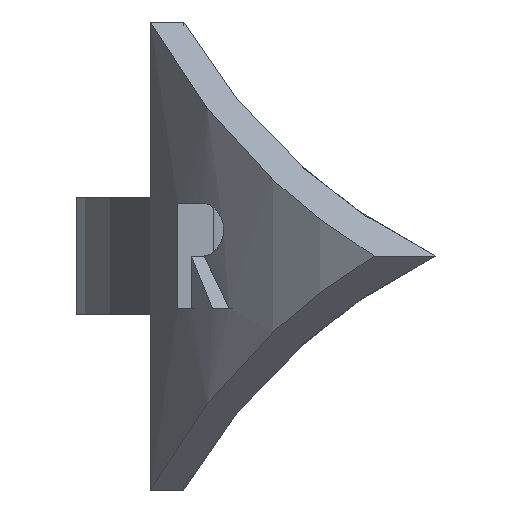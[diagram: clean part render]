
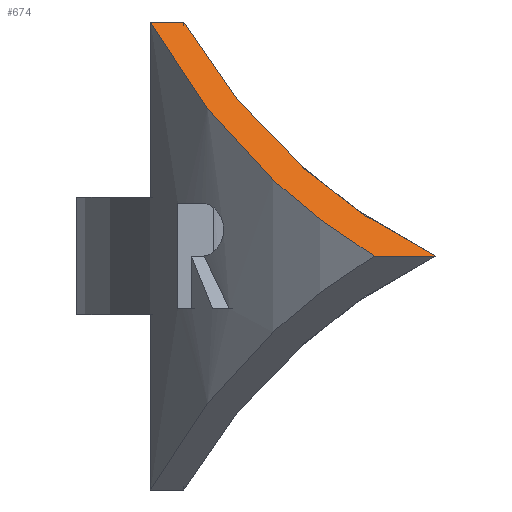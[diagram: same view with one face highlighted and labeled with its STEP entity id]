
A CAD part, left-side view. The second image highlights one B-rep face of the part: STEP entity #674.
In plain terms, the highlighted planar face has unit normal (-0.707, 0, 0.707).
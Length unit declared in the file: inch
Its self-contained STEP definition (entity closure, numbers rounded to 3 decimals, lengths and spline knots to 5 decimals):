
#22=CARTESIAN_POINT('',(-25.,43.30127,20.));
#23=CARTESIAN_POINT('',(-29.04575,40.96545,15.95425));
#24=CARTESIAN_POINT('',(-34.64006,36.63039,10.35994));
#25=CARTESIAN_POINT('',(-41.01207,28.94503,3.98793));
#26=CARTESIAN_POINT('',(-43.7653,24.34383,1.2347));
#27=CARTESIAN_POINT('',(-45.,21.79449,0.));
#162=CARTESIAN_POINT('',(-25.,46.16546,20.));
#163=CARTESIAN_POINT('',(-28.87769,44.06557,16.12231));
#164=CARTESIAN_POINT('',(-34.32881,40.18575,10.67119));
#165=CARTESIAN_POINT('',(-40.7631,33.34696,4.2369));
#166=CARTESIAN_POINT('',(-43.65555,29.27894,1.34445));
#167=CARTESIAN_POINT('',(-45.,27.04163,0.));
#272=DIRECTION('',(0.,1.,0.));
#273=VECTOR('',#272,2.86419);
#274=CARTESIAN_POINT('',(-25.,43.30127,20.));
#275=LINE('',#274,#273);
#276=DIRECTION('',(0.,1.,0.));
#277=VECTOR('',#276,5.24714);
#278=CARTESIAN_POINT('',(-45.,21.79449,0.));
#279=LINE('',#278,#277);
#384=CARTESIAN_POINT('',(-25.,43.30127,20.));
#385=CARTESIAN_POINT('',(-25.,46.16546,20.));
#386=VERTEX_POINT('',#384);
#387=VERTEX_POINT('',#385);
#388=CARTESIAN_POINT('',(-45.,21.79449,0.));
#389=CARTESIAN_POINT('',(-45.,27.04163,0.));
#390=VERTEX_POINT('',#388);
#391=VERTEX_POINT('',#389);
#662=CARTESIAN_POINT('',(-25.,0.,20.));
#663=DIRECTION('',(0.707,0.,-0.707));
#664=DIRECTION('',(-0.707,0.,-0.707));
#665=AXIS2_PLACEMENT_3D('',#662,#663,#664);
#666=PLANE('',#665);
#667=ORIENTED_EDGE('',*,*,#656,.F.);
#668=ORIENTED_EDGE('',*,*,#463,.T.);
#670=ORIENTED_EDGE('',*,*,#669,.T.);
#671=ORIENTED_EDGE('',*,*,#555,.F.);
#672=EDGE_LOOP('',(#667,#668,#670,#671));
#673=FACE_OUTER_BOUND('',#672,.F.);
#674=ADVANCED_FACE('',(#673),#666,.F.);
#28=B_SPLINE_CURVE_WITH_KNOTS('',3,(#22,#23,#24,#25,#26,#27),.UNSPECIFIED.,.F.,
.F.,(4,1,1,4),(0.,0.5,0.75,1.),.UNSPECIFIED.);
#168=B_SPLINE_CURVE_WITH_KNOTS('',3,(#162,#163,#164,#165,#166,#167),
.UNSPECIFIED.,.F.,.F.,(4,1,1,4),(0.,0.5,0.75,1.),.UNSPECIFIED.);
#463=EDGE_CURVE('',#386,#390,#28,.T.);
#555=EDGE_CURVE('',#387,#391,#168,.T.);
#656=EDGE_CURVE('',#386,#387,#275,.T.);
#669=EDGE_CURVE('',#390,#391,#279,.T.);
